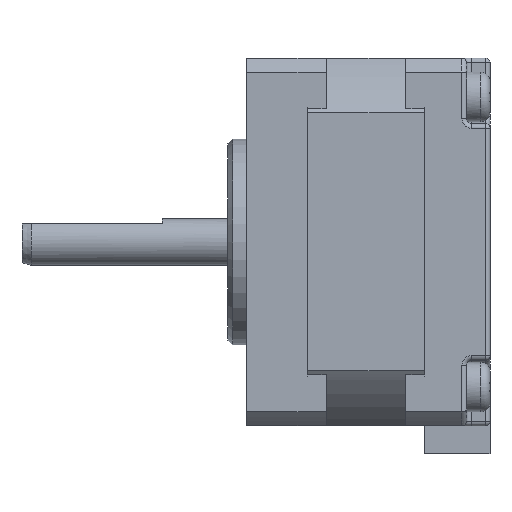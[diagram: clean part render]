
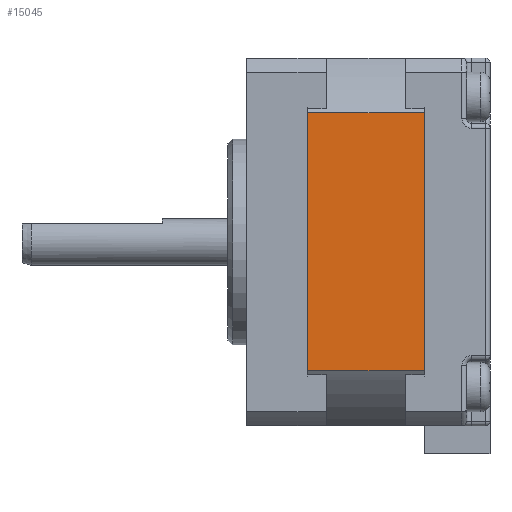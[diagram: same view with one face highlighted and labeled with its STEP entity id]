
A CAD part, left-side view. The second image highlights one B-rep face of the part: STEP entity #15045.
In plain terms, the highlighted planar face has unit normal (-1, 0, 0).
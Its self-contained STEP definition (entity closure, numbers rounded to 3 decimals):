
#2300 = LINE ( 'NONE', #2301, #3158 ) ;
#2301 = CARTESIAN_POINT ( 'NONE',  ( 0., 7.01, 39.3 ) ) ;
#2302 = DIRECTION ( 'NONE',  ( 0., 0., -1. ) ) ;
#2303 = LINE ( 'NONE', #2304, #3159 ) ;
#2304 = CARTESIAN_POINT ( 'NONE',  ( 0., -87.564, 5.87 ) ) ;
#2305 = DIRECTION ( 'NONE',  ( 0., 1., 0. ) ) ;
#2306 = LINE ( 'NONE', #2307, #3160 ) ;
#2307 = CARTESIAN_POINT ( 'NONE',  ( 0., -87.564, 33.43 ) ) ;
#2308 = DIRECTION ( 'NONE',  ( 0., -1., 0. ) ) ;
#2309 = LINE ( 'NONE', #2310, #3161 ) ;
#2310 = CARTESIAN_POINT ( 'NONE',  ( 0., 19.49, 39.3 ) ) ;
#2311 = DIRECTION ( 'NONE',  ( 0., 0., 1. ) ) ;
#3158 = VECTOR ( 'NONE', #2302, 1000. ) ;
#3159 = VECTOR ( 'NONE', #2305, 1000. ) ;
#3160 = VECTOR ( 'NONE', #2308, 1000. ) ;
#3161 = VECTOR ( 'NONE', #2311, 1000. ) ;
#4864 = EDGE_LOOP ( 'NONE', ( #13703, #13705, #13704, #13706 ) ) ;
#5051 = VERTEX_POINT ( 'NONE', #16118 ) ;
#5052 = VERTEX_POINT ( 'NONE', #16119 ) ;
#5053 = VERTEX_POINT ( 'NONE', #16120 ) ;
#5054 = VERTEX_POINT ( 'NONE', #16121 ) ;
#6078 = FACE_OUTER_BOUND ( 'NONE', #4864, .T. ) ;
#6084 = AXIS2_PLACEMENT_3D ( 'NONE', #6412, #6413, #6414 ) ;
#6411 = PLANE ( 'NONE',  #6084 ) ;
#6412 = CARTESIAN_POINT ( 'NONE',  ( 0., 26., 1.5 ) ) ;
#6413 = DIRECTION ( 'NONE',  ( 1., 0., 0. ) ) ;
#6414 = DIRECTION ( 'NONE',  ( 0., 0., -1. ) ) ;
#13031 = EDGE_CURVE ( 'NONE', #5052, #5054, #2300, .T. ) ;
#13032 = EDGE_CURVE ( 'NONE', #5054, #5053, #2303, .T. ) ;
#13033 = EDGE_CURVE ( 'NONE', #5051, #5052, #2306, .T. ) ;
#13034 = EDGE_CURVE ( 'NONE', #5053, #5051, #2309, .T. ) ;
#13703 = ORIENTED_EDGE ( 'NONE', *, *, #13032, .F. ) ;
#13704 = ORIENTED_EDGE ( 'NONE', *, *, #13033, .F. ) ;
#13705 = ORIENTED_EDGE ( 'NONE', *, *, #13031, .F. ) ;
#13706 = ORIENTED_EDGE ( 'NONE', *, *, #13034, .F. ) ;
#15045 = ADVANCED_FACE ( 'NONE', ( #6078 ), #6411, .F. ) ;
#16118 = CARTESIAN_POINT ( 'NONE',  ( 0., 19.49, 33.43 ) ) ;
#16119 = CARTESIAN_POINT ( 'NONE',  ( 0., 7.01, 33.43 ) ) ;
#16120 = CARTESIAN_POINT ( 'NONE',  ( 0., 19.49, 5.87 ) ) ;
#16121 = CARTESIAN_POINT ( 'NONE',  ( 0., 7.01, 5.87 ) ) ;
